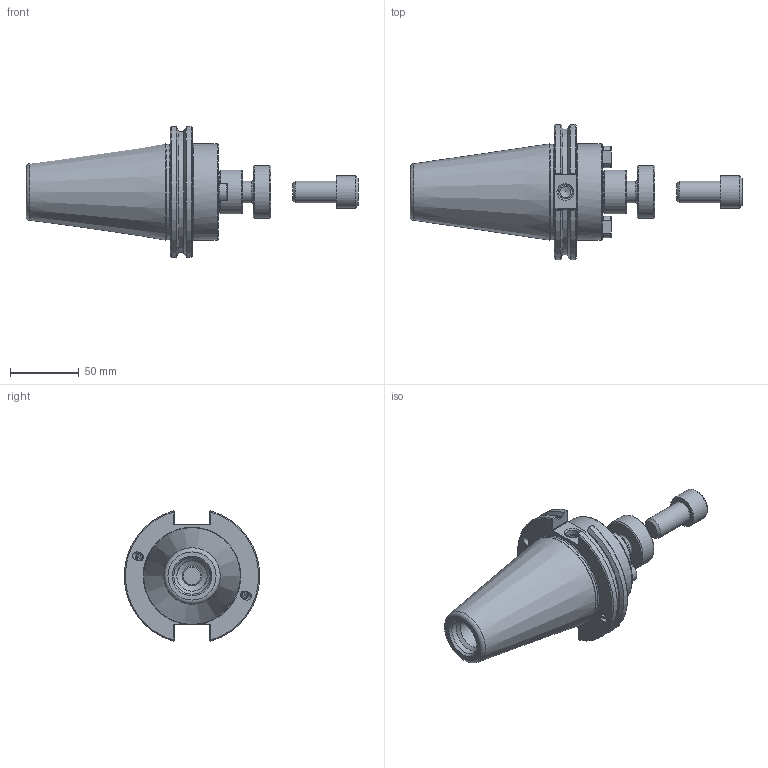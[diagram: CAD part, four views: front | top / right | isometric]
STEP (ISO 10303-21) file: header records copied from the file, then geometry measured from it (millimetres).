
FILE_DESCRIPTION((''),'2;1');
FILE_NAME('C50BC-12SM1.stp','2014-07-21T09:36:08',('kaykin'),(''),'Autodesk Inventor 2012','Autodesk Inventor 2012','');
FILE_SCHEMA(('AUTOMOTIVE_DESIGN { 1 0 10303 214 1 1 1 1 }'));
Length unit declared in the file: inch
Products named in the file (6): C50BC-12SM1; C50BC-12SM1-1; 028-193; 12KY; 12LS; 029-966
Assembly tree (9 placements, depth 2):
  C50BC-12SM1
    C50BC-12SM1-1
    028-193
    12KY  x2
    12LS
    029-966  x4
Bounding box: 240.97 x 98.06 x 94.71 mm (x, y, z)
Volume: 432861.2 mm3; surface area: 66876.6 mm2
Topology: 9 solids, 9 shells, 253 faces, 580 edges, 372 vertices
Faces by surface type: plane 111, cylinder 67, cone 56, bspline 8, torus 7, sphere 4
Full cylindrical faces by diameter (mm): 4.826 x2, 5 x4, 6 x8, 6.096 x4, 6.2 x4, 7.925 x1, 8 x1, 10.135 x1, 11.938 x2, 12.179 x2, 12.687 x2, 12.827 x2, 14.351 x1, 15.748 x1, 15.875 x1, 16.764 x1, 21.971 x1, 23.622 x1, 26.365 x1, 30.216 x1, 31.74 x1, 38.1 x1, 69.342 x1, 69.85 x1
Entity records: 6116 total; most frequent: CARTESIAN_POINT 1942, DIRECTION 808, ORIENTED_EDGE 714, EDGE_CURVE 357, AXIS2_PLACEMENT_3D 335, EDGE_LOOP 284, VERTEX_POINT 265, FACE_OUTER_BOUND 187
